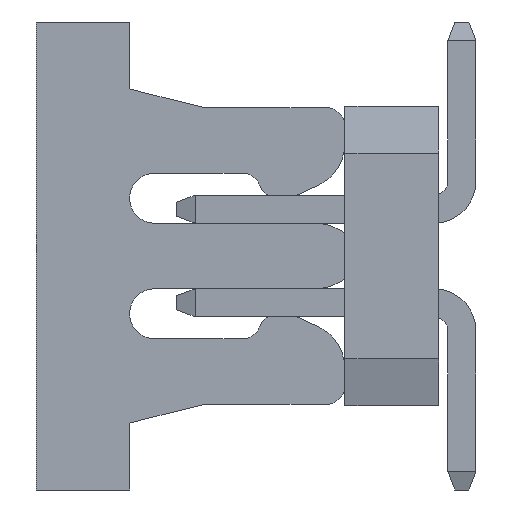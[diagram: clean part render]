
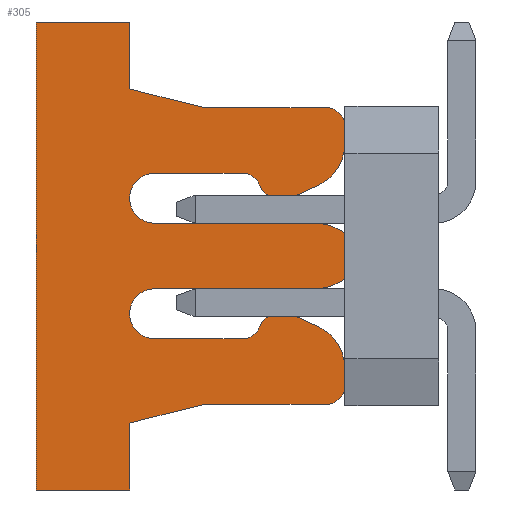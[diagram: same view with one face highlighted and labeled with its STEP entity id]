
A CAD part, left-side view. The second image highlights one B-rep face of the part: STEP entity #305.
In plain terms, the highlighted planar face has unit normal (-1, 0, 0).
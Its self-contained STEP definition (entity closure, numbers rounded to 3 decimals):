
#30=CARTESIAN_POINT('',(2.1,2.8,0.));
#31=DIRECTION('',(0.,0.,-1.));
#32=DIRECTION('',(-1.,-0.,-0.));
#33=AXIS2_PLACEMENT_3D('',#30,#32,#31);
#34=PLANE('',#33);
#35=CARTESIAN_POINT('',(2.1,0.818,0.35));
#36=VERTEX_POINT('',#35);
#37=CARTESIAN_POINT('',(2.1,2.533,0.35));
#38=VERTEX_POINT('',#37);
#39=CARTESIAN_POINT('',(2.1,0.818,0.35));
#40=DIRECTION('',(0.,1.,0.));
#41=VECTOR('',#40,1.714);
#42=LINE('',#39,#41);
#43=EDGE_CURVE('',#36,#38,#42,.T.);
#44=ORIENTED_EDGE('',*,*,#43,.T.);
#45=CARTESIAN_POINT('',(2.1,2.533,0.885));
#46=VERTEX_POINT('',#45);
#47=CARTESIAN_POINT('',(2.1,2.533,0.618));
#48=DIRECTION('',(0.,0.,-1.));
#49=DIRECTION('',(1.,0.,0.));
#50=AXIS2_PLACEMENT_3D('',#47,#49,#48);
#51=CIRCLE('',#50,0.268);
#52=EDGE_CURVE('',#38,#46,#51,.T.);
#53=ORIENTED_EDGE('',*,*,#52,.T.);
#54=CARTESIAN_POINT('',(2.1,1.599,0.885));
#55=VERTEX_POINT('',#54);
#56=CARTESIAN_POINT('',(2.1,2.533,0.885));
#57=DIRECTION('',(0.,-1.,0.));
#58=VECTOR('',#57,0.934);
#59=LINE('',#56,#58);
#60=EDGE_CURVE('',#46,#55,#59,.T.);
#61=ORIENTED_EDGE('',*,*,#60,.T.);
#62=CARTESIAN_POINT('',(2.1,1.413,0.758));
#63=VERTEX_POINT('',#62);
#64=CARTESIAN_POINT('',(2.1,1.599,0.685));
#65=DIRECTION('',(0.,0.,1.));
#66=DIRECTION('',(1.,0.,0.));
#67=AXIS2_PLACEMENT_3D('',#64,#66,#65);
#68=CIRCLE('',#67,0.2);
#69=EDGE_CURVE('',#55,#63,#68,.T.);
#70=ORIENTED_EDGE('',*,*,#69,.T.);
#71=CARTESIAN_POINT('',(2.1,1.076,0.623));
#72=VERTEX_POINT('',#71);
#73=CARTESIAN_POINT('',(2.1,1.18,0.85));
#74=DIRECTION('',(0.,0.93,-0.367));
#75=DIRECTION('',(-1.,0.,0.));
#76=AXIS2_PLACEMENT_3D('',#73,#75,#74);
#77=CIRCLE('',#76,0.25);
#78=EDGE_CURVE('',#63,#72,#77,.T.);
#79=ORIENTED_EDGE('',*,*,#78,.T.);
#80=CARTESIAN_POINT('',(2.1,0.793,0.752));
#81=VERTEX_POINT('',#80);
#82=CARTESIAN_POINT('',(2.1,1.076,0.623));
#83=DIRECTION('',(0.,-0.91,0.415));
#84=VECTOR('',#83,0.312);
#85=LINE('',#82,#84);
#86=EDGE_CURVE('',#72,#81,#85,.T.);
#87=ORIENTED_EDGE('',*,*,#86,.T.);
#88=CARTESIAN_POINT('',(2.1,0.5,1.207));
#89=VERTEX_POINT('',#88);
#90=CARTESIAN_POINT('',(2.1,1.,1.207));
#91=DIRECTION('',(0.,-0.415,-0.91));
#92=DIRECTION('',(-1.,0.,0.));
#93=AXIS2_PLACEMENT_3D('',#90,#92,#91);
#94=CIRCLE('',#93,0.5);
#95=EDGE_CURVE('',#81,#89,#94,.T.);
#96=ORIENTED_EDGE('',*,*,#95,.T.);
#97=CARTESIAN_POINT('',(2.1,0.5,1.385));
#98=VERTEX_POINT('',#97);
#99=CARTESIAN_POINT('',(2.1,0.5,1.207));
#100=DIRECTION('',(0.,0.,1.));
#101=VECTOR('',#100,0.178);
#102=LINE('',#99,#101);
#103=EDGE_CURVE('',#89,#98,#102,.T.);
#104=ORIENTED_EDGE('',*,*,#103,.T.);
#105=CARTESIAN_POINT('',(2.1,0.7,1.585));
#106=VERTEX_POINT('',#105);
#107=CARTESIAN_POINT('',(2.1,0.7,1.385));
#108=DIRECTION('',(0.,-1.,0.));
#109=DIRECTION('',(-1.,0.,0.));
#110=AXIS2_PLACEMENT_3D('',#107,#109,#108);
#111=CIRCLE('',#110,0.2);
#112=EDGE_CURVE('',#98,#106,#111,.T.);
#113=ORIENTED_EDGE('',*,*,#112,.T.);
#114=CARTESIAN_POINT('',(2.1,2.,1.585));
#115=VERTEX_POINT('',#114);
#116=CARTESIAN_POINT('',(2.1,0.7,1.585));
#117=DIRECTION('',(0.,1.,0.));
#118=VECTOR('',#117,1.3);
#119=LINE('',#116,#118);
#120=EDGE_CURVE('',#106,#115,#119,.T.);
#121=ORIENTED_EDGE('',*,*,#120,.T.);
#122=CARTESIAN_POINT('',(2.1,2.8,1.784));
#123=VERTEX_POINT('',#122);
#124=CARTESIAN_POINT('',(2.1,2.,1.585));
#125=DIRECTION('',(0.,0.97,0.242));
#126=VECTOR('',#125,0.824);
#127=LINE('',#124,#126);
#128=EDGE_CURVE('',#115,#123,#127,.T.);
#129=ORIENTED_EDGE('',*,*,#128,.T.);
#130=CARTESIAN_POINT('',(2.1,2.8,2.5));
#131=VERTEX_POINT('',#130);
#132=CARTESIAN_POINT('',(2.1,2.8,1.784));
#133=DIRECTION('',(0.,0.,1.));
#134=VECTOR('',#133,0.716);
#135=LINE('',#132,#134);
#136=EDGE_CURVE('',#123,#131,#135,.T.);
#137=ORIENTED_EDGE('',*,*,#136,.T.);
#138=CARTESIAN_POINT('',(2.1,3.8,2.5));
#139=VERTEX_POINT('',#138);
#140=CARTESIAN_POINT('',(2.1,2.8,2.5));
#141=DIRECTION('',(0.,1.,0.));
#142=VECTOR('',#141,1.);
#143=LINE('',#140,#142);
#144=EDGE_CURVE('',#131,#139,#143,.T.);
#145=ORIENTED_EDGE('',*,*,#144,.T.);
#146=CARTESIAN_POINT('',(2.1,3.8,-2.5));
#147=VERTEX_POINT('',#146);
#148=CARTESIAN_POINT('',(2.1,3.8,2.5));
#149=DIRECTION('',(0.,0.,-1.));
#150=VECTOR('',#149,5.);
#151=LINE('',#148,#150);
#152=EDGE_CURVE('',#139,#147,#151,.T.);
#153=ORIENTED_EDGE('',*,*,#152,.T.);
#154=CARTESIAN_POINT('',(2.1,2.8,-2.5));
#155=VERTEX_POINT('',#154);
#156=CARTESIAN_POINT('',(2.1,3.8,-2.5));
#157=DIRECTION('',(0.,-1.,0.));
#158=VECTOR('',#157,1.);
#159=LINE('',#156,#158);
#160=EDGE_CURVE('',#147,#155,#159,.T.);
#161=ORIENTED_EDGE('',*,*,#160,.T.);
#162=CARTESIAN_POINT('',(2.1,2.8,-1.784));
#163=VERTEX_POINT('',#162);
#164=CARTESIAN_POINT('',(2.1,2.8,-2.5));
#165=DIRECTION('',(0.,0.,1.));
#166=VECTOR('',#165,0.716);
#167=LINE('',#164,#166);
#168=EDGE_CURVE('',#155,#163,#167,.T.);
#169=ORIENTED_EDGE('',*,*,#168,.T.);
#170=CARTESIAN_POINT('',(2.1,2.,-1.585));
#171=VERTEX_POINT('',#170);
#172=CARTESIAN_POINT('',(2.1,2.8,-1.784));
#173=DIRECTION('',(0.,-0.97,0.242));
#174=VECTOR('',#173,0.824);
#175=LINE('',#172,#174);
#176=EDGE_CURVE('',#163,#171,#175,.T.);
#177=ORIENTED_EDGE('',*,*,#176,.T.);
#178=CARTESIAN_POINT('',(2.1,0.7,-1.585));
#179=VERTEX_POINT('',#178);
#180=CARTESIAN_POINT('',(2.1,2.,-1.585));
#181=DIRECTION('',(0.,-1.,0.));
#182=VECTOR('',#181,1.3);
#183=LINE('',#180,#182);
#184=EDGE_CURVE('',#171,#179,#183,.T.);
#185=ORIENTED_EDGE('',*,*,#184,.T.);
#186=CARTESIAN_POINT('',(2.1,0.5,-1.385));
#187=VERTEX_POINT('',#186);
#188=CARTESIAN_POINT('',(2.1,0.7,-1.385));
#189=DIRECTION('',(0.,0.,-1.));
#190=DIRECTION('',(-1.,0.,0.));
#191=AXIS2_PLACEMENT_3D('',#188,#190,#189);
#192=CIRCLE('',#191,0.2);
#193=EDGE_CURVE('',#179,#187,#192,.T.);
#194=ORIENTED_EDGE('',*,*,#193,.T.);
#195=CARTESIAN_POINT('',(2.1,0.5,-1.207));
#196=VERTEX_POINT('',#195);
#197=CARTESIAN_POINT('',(2.1,0.5,-1.385));
#198=DIRECTION('',(0.,0.,1.));
#199=VECTOR('',#198,0.178);
#200=LINE('',#197,#199);
#201=EDGE_CURVE('',#187,#196,#200,.T.);
#202=ORIENTED_EDGE('',*,*,#201,.T.);
#203=CARTESIAN_POINT('',(2.1,0.793,-0.752));
#204=VERTEX_POINT('',#203);
#205=CARTESIAN_POINT('',(2.1,1.,-1.207));
#206=DIRECTION('',(0.,-1.,0.));
#207=DIRECTION('',(-1.,0.,0.));
#208=AXIS2_PLACEMENT_3D('',#205,#207,#206);
#209=CIRCLE('',#208,0.5);
#210=EDGE_CURVE('',#196,#204,#209,.T.);
#211=ORIENTED_EDGE('',*,*,#210,.T.);
#212=CARTESIAN_POINT('',(2.1,1.076,-0.623));
#213=VERTEX_POINT('',#212);
#214=CARTESIAN_POINT('',(2.1,0.793,-0.752));
#215=DIRECTION('',(0.,0.91,0.415));
#216=VECTOR('',#215,0.312);
#217=LINE('',#214,#216);
#218=EDGE_CURVE('',#204,#213,#217,.T.);
#219=ORIENTED_EDGE('',*,*,#218,.T.);
#220=CARTESIAN_POINT('',(2.1,1.413,-0.758));
#221=VERTEX_POINT('',#220);
#222=CARTESIAN_POINT('',(2.1,1.18,-0.85));
#223=DIRECTION('',(0.,-0.415,0.91));
#224=DIRECTION('',(-1.,0.,0.));
#225=AXIS2_PLACEMENT_3D('',#222,#224,#223);
#226=CIRCLE('',#225,0.25);
#227=EDGE_CURVE('',#213,#221,#226,.T.);
#228=ORIENTED_EDGE('',*,*,#227,.T.);
#229=CARTESIAN_POINT('',(2.1,1.599,-0.885));
#230=VERTEX_POINT('',#229);
#231=CARTESIAN_POINT('',(2.1,1.599,-0.685));
#232=DIRECTION('',(0.,-0.93,-0.367));
#233=DIRECTION('',(1.,0.,0.));
#234=AXIS2_PLACEMENT_3D('',#231,#233,#232);
#235=CIRCLE('',#234,0.2);
#236=EDGE_CURVE('',#221,#230,#235,.T.);
#237=ORIENTED_EDGE('',*,*,#236,.T.);
#238=CARTESIAN_POINT('',(2.1,2.533,-0.885));
#239=VERTEX_POINT('',#238);
#240=CARTESIAN_POINT('',(2.1,1.599,-0.885));
#241=DIRECTION('',(0.,1.,0.));
#242=VECTOR('',#241,0.934);
#243=LINE('',#240,#242);
#244=EDGE_CURVE('',#230,#239,#243,.T.);
#245=ORIENTED_EDGE('',*,*,#244,.T.);
#246=CARTESIAN_POINT('',(2.1,2.533,-0.35));
#247=VERTEX_POINT('',#246);
#248=CARTESIAN_POINT('',(2.1,2.533,-0.618));
#249=DIRECTION('',(0.,0.,-1.));
#250=DIRECTION('',(1.,0.,0.));
#251=AXIS2_PLACEMENT_3D('',#248,#250,#249);
#252=CIRCLE('',#251,0.268);
#253=EDGE_CURVE('',#239,#247,#252,.T.);
#254=ORIENTED_EDGE('',*,*,#253,.T.);
#255=CARTESIAN_POINT('',(2.1,0.818,-0.35));
#256=VERTEX_POINT('',#255);
#257=CARTESIAN_POINT('',(2.1,2.533,-0.35));
#258=DIRECTION('',(0.,-1.,0.));
#259=VECTOR('',#258,1.714);
#260=LINE('',#257,#259);
#261=EDGE_CURVE('',#247,#256,#260,.T.);
#262=ORIENTED_EDGE('',*,*,#261,.T.);
#263=CARTESIAN_POINT('',(2.1,0.595,-0.297));
#264=VERTEX_POINT('',#263);
#265=CARTESIAN_POINT('',(2.1,0.818,0.15));
#266=DIRECTION('',(0.,0.,-1.));
#267=DIRECTION('',(-1.,0.,0.));
#268=AXIS2_PLACEMENT_3D('',#265,#267,#266);
#269=CIRCLE('',#268,0.5);
#270=EDGE_CURVE('',#256,#264,#269,.T.);
#271=ORIENTED_EDGE('',*,*,#270,.T.);
#272=CARTESIAN_POINT('',(2.1,0.5,-0.25));
#273=VERTEX_POINT('',#272);
#274=CARTESIAN_POINT('',(2.1,0.595,-0.297));
#275=DIRECTION('',(0.,-0.895,0.446));
#276=VECTOR('',#275,0.106);
#277=LINE('',#274,#276);
#278=EDGE_CURVE('',#264,#273,#277,.T.);
#279=ORIENTED_EDGE('',*,*,#278,.T.);
#280=CARTESIAN_POINT('',(2.1,0.5,0.25));
#281=VERTEX_POINT('',#280);
#282=CARTESIAN_POINT('',(2.1,0.5,-0.25));
#283=DIRECTION('',(0.,0.,1.));
#284=VECTOR('',#283,0.5);
#285=LINE('',#282,#284);
#286=EDGE_CURVE('',#273,#281,#285,.T.);
#287=ORIENTED_EDGE('',*,*,#286,.T.);
#288=CARTESIAN_POINT('',(2.1,0.595,0.297));
#289=VERTEX_POINT('',#288);
#290=CARTESIAN_POINT('',(2.1,0.5,0.25));
#291=DIRECTION('',(0.,0.895,0.446));
#292=VECTOR('',#291,0.106);
#293=LINE('',#290,#292);
#294=EDGE_CURVE('',#281,#289,#293,.T.);
#295=ORIENTED_EDGE('',*,*,#294,.T.);
#296=CARTESIAN_POINT('',(2.1,0.818,-0.15));
#297=DIRECTION('',(0.,-0.446,0.895));
#298=DIRECTION('',(-1.,0.,0.));
#299=AXIS2_PLACEMENT_3D('',#296,#298,#297);
#300=CIRCLE('',#299,0.5);
#301=EDGE_CURVE('',#289,#36,#300,.T.);
#302=ORIENTED_EDGE('',*,*,#301,.T.);
#303=EDGE_LOOP('',(#44,#53,#61,#70,#79,#87,#96,#104,#113,#121,#129,#137,#145,#153,#161,#169,#177,#185,#194,#202,#211,#219,#228,#237,#245,#254,#262,#271,#279,#287,#295,#302));
#304=FACE_OUTER_BOUND('',#303,.T.);
#305=ADVANCED_FACE('',(#304),#34,.T.);
